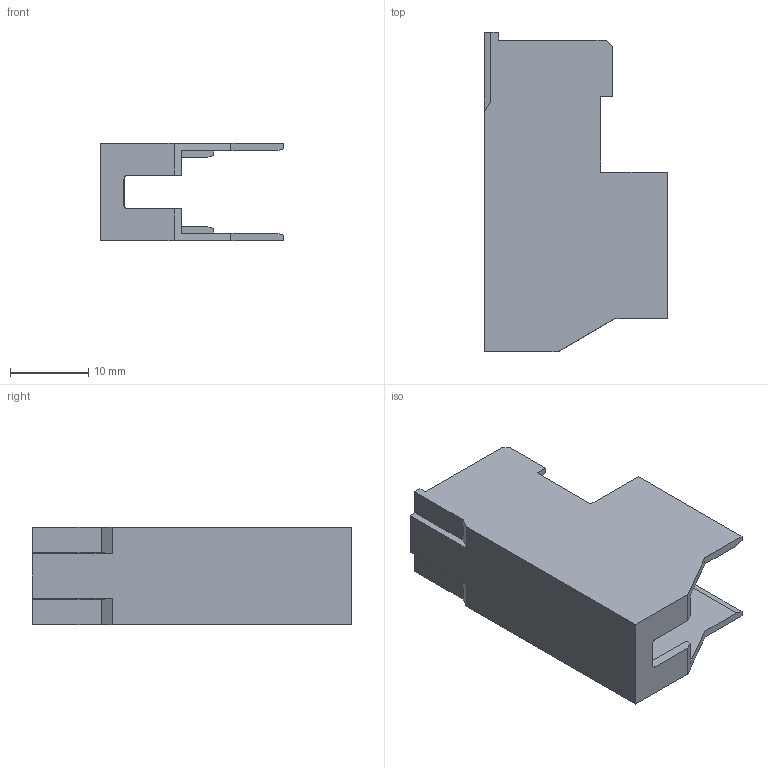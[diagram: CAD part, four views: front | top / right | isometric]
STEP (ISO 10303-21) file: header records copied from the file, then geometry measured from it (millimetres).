
FILE_DESCRIPTION(/* description */ (''),/* implementation_level */ '2;1');
FILE_NAME(/* name */ '27090_6_PTKS-ADH4-Si 6_3x32.stp',/* time_stamp */ '2022-02-07T07:54:06+01:00',/* author */ (''),/* organization */ (''),/* preprocessor_version */ 'ST-DEVELOPER v16.7',/* originating_system */ 'SIEMENS PLM Software NX 12.0',/* authorisation */ '');
FILE_SCHEMA (('AUTOMOTIVE_DESIGN { 1 0 10303 214 3 1 1 1 }'));
Length unit declared in the file: millimetre
Products named in the file (1): 27090_6_PTKS-ADH4-Si 6_3x32
Bounding box: 23.39 x 40.8 x 12.45 mm (x, y, z)
Volume: 2018.9 mm3; surface area: 4218.6 mm2
Topology: 1 solids, 1 shells, 63 faces, 181 edges, 120 vertices
Faces by surface type: plane 61, cylinder 2
Entity records: 2047 total; most frequent: CARTESIAN_POINT 365, ORIENTED_EDGE 362, DIRECTION 313, EDGE_CURVE 181, LINE 177, VECTOR 177, VERTEX_POINT 120, AXIS2_PLACEMENT_3D 68
